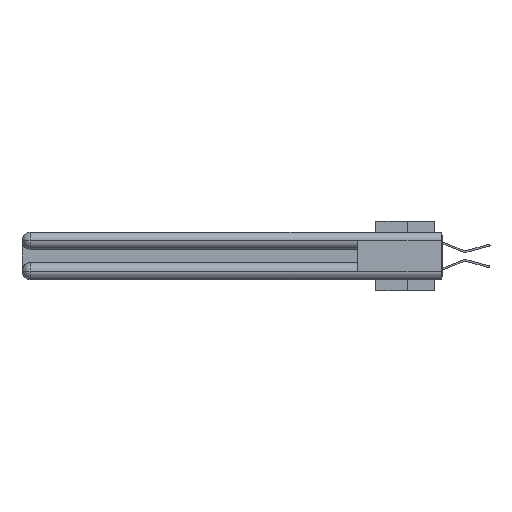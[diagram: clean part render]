
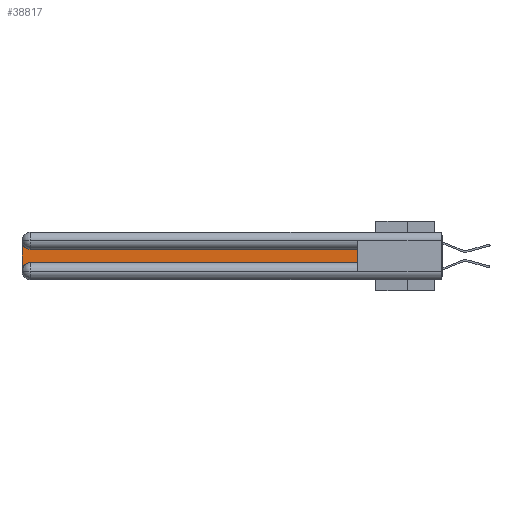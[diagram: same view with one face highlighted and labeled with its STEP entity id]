
A CAD part, left-side view. The second image highlights one B-rep face of the part: STEP entity #38817.
In plain terms, the highlighted planar face has unit normal (-1, 0, 0).
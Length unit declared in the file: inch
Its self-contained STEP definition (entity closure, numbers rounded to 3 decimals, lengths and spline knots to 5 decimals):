
#1127 = VERTEX_POINT ( 'NONE', #3030 ) ;
#2665 = EDGE_LOOP ( 'NONE', ( #33508, #10229, #32129, #15674, #23910, #31597 ) ) ;
#3030 = CARTESIAN_POINT ( 'NONE',  ( 0.075, 2.94, -0.2175 ) ) ;
#3073 = CARTESIAN_POINT ( 'NONE',  ( 0.075, 3., -0.0625 ) ) ;
#3687 = DIRECTION ( 'NONE',  ( 0., 0., -1. ) ) ;
#3754 = CARTESIAN_POINT ( 'NONE',  ( 0.075, 3., -0.1225 ) ) ;
#5161 = EDGE_CURVE ( 'NONE', #14115, #19977, #5907, .T. ) ;
#5907 = LINE ( 'NONE', #32942, #39015 ) ;
#6190 = EDGE_CURVE ( 'NONE', #19883, #29670, #36710, .T. ) ;
#6249 = CIRCLE ( 'NONE', #17321, 0.06 ) ;
#7184 = DIRECTION ( 'NONE',  ( 0., 1., 0. ) ) ;
#9169 = CARTESIAN_POINT ( 'NONE',  ( 0.075, 3., -0.2775 ) ) ;
#9384 = CARTESIAN_POINT ( 'NONE',  ( 0.075, 0.6, -0.1225 ) ) ;
#9785 = CARTESIAN_POINT ( 'NONE',  ( 0.075, 2.94, -0.0625 ) ) ;
#10229 = ORIENTED_EDGE ( 'NONE', *, *, #15899, .T. ) ;
#10433 = CARTESIAN_POINT ( 'NONE',  ( 0.075, 0.6, -0.2175 ) ) ;
#10437 = DIRECTION ( 'NONE',  ( 0., 0., -1. ) ) ;
#12111 = CARTESIAN_POINT ( 'NONE',  ( 0.075, 0.6, -0.2175 ) ) ;
#12303 = DIRECTION ( 'NONE',  ( 0., 0., 1. ) ) ;
#13265 = VECTOR ( 'NONE', #32174, 39.37008 ) ;
#14086 = EDGE_CURVE ( 'NONE', #19977, #1127, #6249, .T. ) ;
#14115 = VERTEX_POINT ( 'NONE', #3073 ) ;
#14282 = LINE ( 'NONE', #10433, #13265 ) ;
#14849 = DIRECTION ( 'NONE',  ( 0., 0., -1. ) ) ;
#15209 = CARTESIAN_POINT ( 'NONE',  ( 0.075, 2.94, -0.1225 ) ) ;
#15674 = ORIENTED_EDGE ( 'NONE', *, *, #14086, .T. ) ;
#15899 = EDGE_CURVE ( 'NONE', #20441, #14115, #32859, .T. ) ;
#17321 = AXIS2_PLACEMENT_3D ( 'NONE', #17912, #23990, #24193 ) ;
#17912 = CARTESIAN_POINT ( 'NONE',  ( 0.075, 2.94, -0.2775 ) ) ;
#18025 = AXIS2_PLACEMENT_3D ( 'NONE', #9785, #38213, #3687 ) ;
#19883 = VERTEX_POINT ( 'NONE', #23192 ) ;
#19977 = VERTEX_POINT ( 'NONE', #9169 ) ;
#20441 = VERTEX_POINT ( 'NONE', #15209 ) ;
#21017 = AXIS2_PLACEMENT_3D ( 'NONE', #3754, #22447, #10437 ) ;
#22447 = DIRECTION ( 'NONE',  ( 1., 0., 0. ) ) ;
#22641 = FACE_OUTER_BOUND ( 'NONE', #2665, .T. ) ;
#23192 = CARTESIAN_POINT ( 'NONE',  ( 0.075, 0.6, -0.2175 ) ) ;
#23910 = ORIENTED_EDGE ( 'NONE', *, *, #27683, .T. ) ;
#23990 = DIRECTION ( 'NONE',  ( 1., 0., 0. ) ) ;
#24193 = DIRECTION ( 'NONE',  ( 0., 0., -1. ) ) ;
#27683 = EDGE_CURVE ( 'NONE', #1127, #19883, #14282, .T. ) ;
#28532 = CARTESIAN_POINT ( 'NONE',  ( 0.075, 0.6, -0.1225 ) ) ;
#29670 = VERTEX_POINT ( 'NONE', #9384 ) ;
#30575 = EDGE_CURVE ( 'NONE', #29670, #20441, #34827, .T. ) ;
#30968 = VECTOR ( 'NONE', #12303, 39.37008 ) ;
#31597 = ORIENTED_EDGE ( 'NONE', *, *, #6190, .T. ) ;
#32129 = ORIENTED_EDGE ( 'NONE', *, *, #5161, .T. ) ;
#32174 = DIRECTION ( 'NONE',  ( 0., -1., 0. ) ) ;
#32859 = CIRCLE ( 'NONE', #18025, 0.06 ) ;
#32942 = CARTESIAN_POINT ( 'NONE',  ( 0.075, 3., -0.2175 ) ) ;
#33508 = ORIENTED_EDGE ( 'NONE', *, *, #30575, .T. ) ;
#34764 = VECTOR ( 'NONE', #7184, 39.37008 ) ;
#34827 = LINE ( 'NONE', #28532, #34764 ) ;
#35035 = PLANE ( 'NONE',  #21017 ) ;
#36710 = LINE ( 'NONE', #12111, #30968 ) ;
#38213 = DIRECTION ( 'NONE',  ( 1., 0., 0. ) ) ;
#38817 = ADVANCED_FACE ( 'NONE', ( #22641 ), #35035, .F. ) ;
#39015 = VECTOR ( 'NONE', #14849, 39.37008 ) ;
